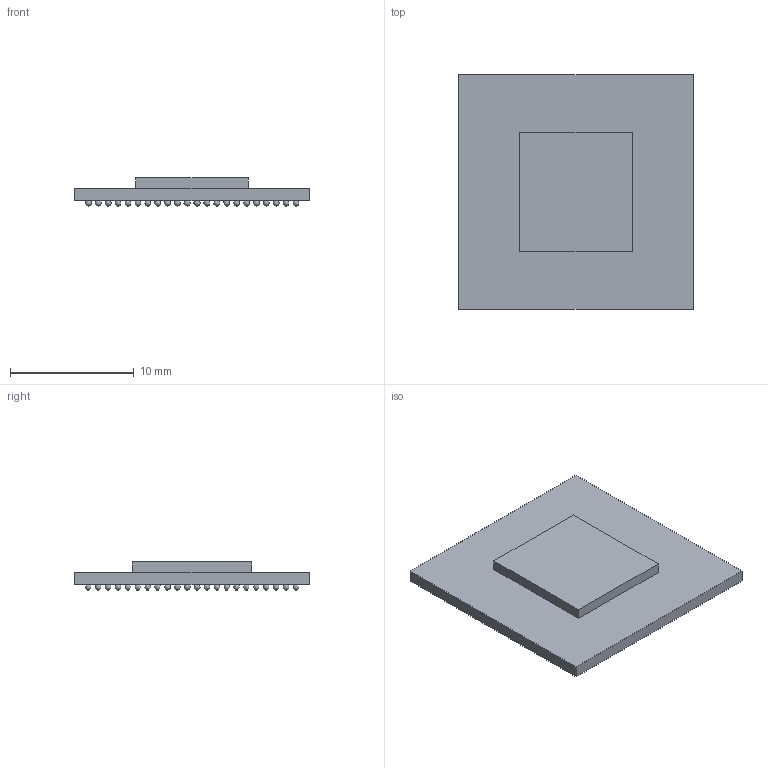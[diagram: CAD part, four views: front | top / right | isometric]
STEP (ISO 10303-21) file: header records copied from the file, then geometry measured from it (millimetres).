
FILE_DESCRIPTION(('FreeCAD Model'),'2;1');
FILE_NAME('Xilinx_SGB485.stp' ,'2019-05-31T00:02:14',('Author'),(''), 'Open CASCADE STEP processor 7.3','FreeCAD','Unknown');
FILE_SCHEMA(('AUTOMOTIVE_DESIGN { 1 0 10303 214 1 1 1 1 }'));
Length unit declared in the file: millimetre
Products named in the file (1): union
Bounding box: 19 x 19 x 2.29 mm (x, y, z)
Volume: 460.5 mm3; surface area: 1136.7 mm2
Topology: 1 solids, 1 shells, 495 faces, 1476 edges, 984 vertices
Faces by surface type: sphere 484, plane 11
Entity records: 31185 total; most frequent: DIRECTION 4928, CARTESIAN_POINT 4464, ORIENTED_EDGE 1984, PCURVE 1984, DEFINITIONAL_REPRESENTATION 1984, LINE 1516, VECTOR 1516, AXIS2_PLACEMENT_3D 1464
